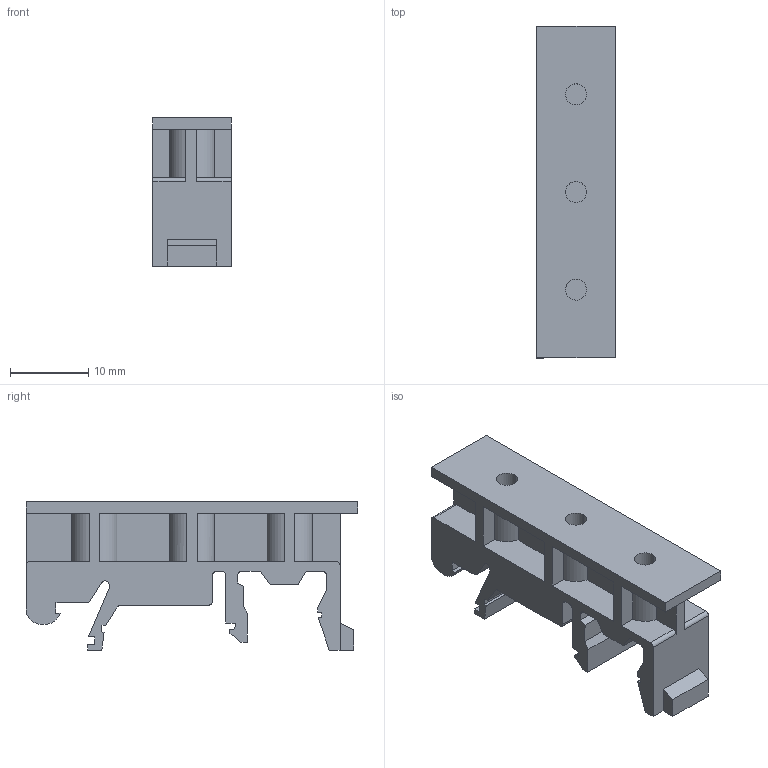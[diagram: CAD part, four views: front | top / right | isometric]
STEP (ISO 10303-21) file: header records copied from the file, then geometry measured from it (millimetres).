
FILE_DESCRIPTION(('CATIA V5 STEP Exchange','CAx-IF Rec.Pracs.--- Model Styling and Organization---1.4--- 2014-01-23'),'2;1');
FILE_NAME ('8890242_2_1504430000_S3D_IE_DINRAILMOUNT_KIT.stp','2020-01-07T06:54:09+00:00',('none'),('Weidmueller'),'CATIA Version 5-6 Release 2016 SP3 HF44','CATIA V5 STEP AP214','none');
FILE_SCHEMA(('AUTOMOTIVE_DESIGN { 1 0 10303 214 1 1 1 1 }'));
Length unit declared in the file: millimetre
Products named in the file (1): 1504430000
Bounding box: 10 x 42.5 x 18.99 mm (x, y, z)
Volume: 3488 mm3; surface area: 3729.2 mm2
Topology: 1 solids, 1 shells, 126 faces, 382 edges, 265 vertices
Faces by surface type: plane 93, cylinder 33
Entity records: 4269 total; most frequent: CARTESIAN_POINT 801, ORIENTED_EDGE 764, DIRECTION 561, EDGE_CURVE 382, VECTOR 310, LINE 310, VERTEX_POINT 265, AXIS2_PLACEMENT_3D 157
